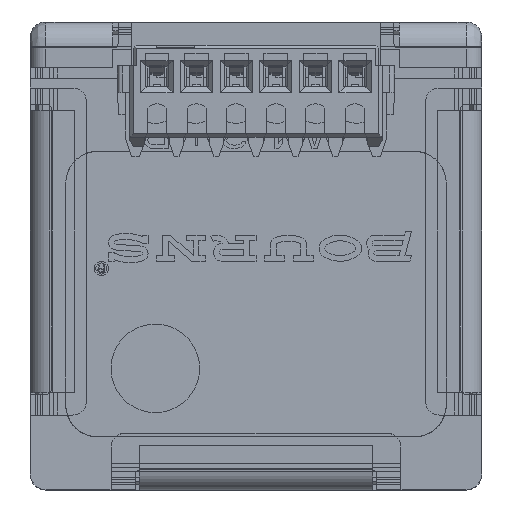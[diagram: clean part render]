
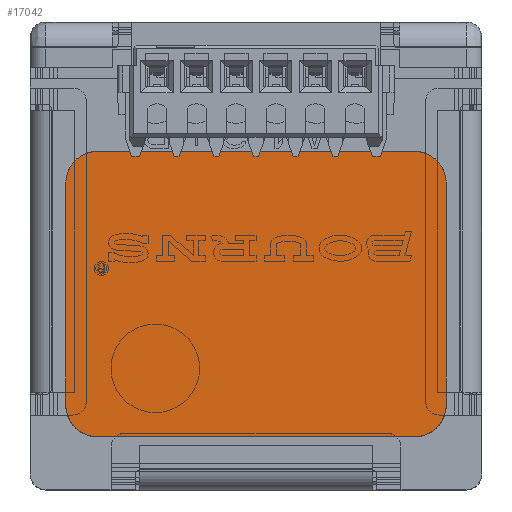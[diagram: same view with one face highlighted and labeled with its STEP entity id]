
A CAD part, front view. The second image highlights one B-rep face of the part: STEP entity #17042.
In plain terms, the highlighted planar face has unit normal (0, -1, 0).
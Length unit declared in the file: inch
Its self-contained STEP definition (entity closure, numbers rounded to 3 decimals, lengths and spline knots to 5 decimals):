
#1559=CARTESIAN_POINT('',(0.19685,-0.32098,
0.11496));
#1560=DIRECTION('',(0.,-1.,0.));
#1561=DIRECTION('',(1.,0.,0.));
#1562=AXIS2_PLACEMENT_3D('',#1559,#1560,#1561);
#6635=CARTESIAN_POINT('',(0.19685,-0.32098,
-0.16063));
#6636=DIRECTION('',(0.,-1.,0.));
#6637=DIRECTION('',(0.,0.,-1.));
#6638=AXIS2_PLACEMENT_3D('',#6635,#6636,#6637);
#6658=CARTESIAN_POINT('',(-0.19685,-0.32098,
-0.16063));
#6659=DIRECTION('',(0.,-1.,0.));
#6660=DIRECTION('',(-1.,0.,0.));
#6661=AXIS2_PLACEMENT_3D('',#6658,#6659,#6660);
#6671=CARTESIAN_POINT('',(-0.19685,-0.32098,
0.11496));
#6672=DIRECTION('',(0.,-1.,0.));
#6673=DIRECTION('',(0.,0.,1.));
#6674=AXIS2_PLACEMENT_3D('',#6671,#6672,#6673);
#6685=DIRECTION('',(-1.,0.,0.));
#6686=VECTOR('',#6685,0.3937);
#6687=CARTESIAN_POINT('',(0.19685,-0.32098,
0.15433));
#6688=LINE('',#6687,#6686);
#6689=DIRECTION('',(0.,0.,1.));
#6690=VECTOR('',#6689,0.27559);
#6691=CARTESIAN_POINT('',(0.23622,-0.32098,
-0.16063));
#6692=LINE('',#6691,#6690);
#6693=DIRECTION('',(1.,0.,0.));
#6694=VECTOR('',#6693,0.3937);
#6695=CARTESIAN_POINT('',(-0.19685,-0.32098,
-0.2));
#6696=LINE('',#6695,#6694);
#6697=DIRECTION('',(0.,0.,-1.));
#6698=VECTOR('',#6697,0.27559);
#6699=CARTESIAN_POINT('',(-0.23622,-0.32098,
0.11496));
#6700=LINE('',#6699,#6698);
#8227=CARTESIAN_POINT('',(-0.19685,-0.32098,
0.15433));
#8228=CARTESIAN_POINT('',(-0.23622,-0.32098,
0.11496));
#8229=VERTEX_POINT('',#8227);
#8230=VERTEX_POINT('',#8228);
#8233=CARTESIAN_POINT('',(-0.23622,-0.32098,
-0.16063));
#8235=VERTEX_POINT('',#8233);
#8237=CARTESIAN_POINT('',(-0.19685,-0.32098,
-0.2));
#8238=VERTEX_POINT('',#8237);
#8239=CARTESIAN_POINT('',(0.19685,-0.32098,
-0.2));
#8240=CARTESIAN_POINT('',(0.23622,-0.32098,
-0.16063));
#8241=VERTEX_POINT('',#8239);
#8242=VERTEX_POINT('',#8240);
#8245=CARTESIAN_POINT('',(0.23622,-0.32098,
0.11496));
#8247=VERTEX_POINT('',#8245);
#8249=CARTESIAN_POINT('',(0.19685,-0.32098,
0.15433));
#8250=VERTEX_POINT('',#8249);
#17026=CARTESIAN_POINT('',(0.,-0.32098,-0.02283));
#17027=DIRECTION('',(0.,-1.,0.));
#17028=DIRECTION('',(-1.,0.,0.));
#17029=AXIS2_PLACEMENT_3D('',#17026,#17027,#17028);
#17030=PLANE('',#17029);
#17031=ORIENTED_EDGE('',*,*,#17019,.F.);
#17032=ORIENTED_EDGE('',*,*,#10826,.F.);
#17033=ORIENTED_EDGE('',*,*,#10843,.F.);
#17035=ORIENTED_EDGE('',*,*,#17034,.F.);
#17036=ORIENTED_EDGE('',*,*,#16959,.F.);
#17037=ORIENTED_EDGE('',*,*,#16975,.F.);
#17038=ORIENTED_EDGE('',*,*,#16992,.F.);
#17039=ORIENTED_EDGE('',*,*,#17005,.F.);
#17040=EDGE_LOOP('',(#17031,#17032,#17033,#17035,#17036,#17037,#17038,#17039));
#17041=FACE_OUTER_BOUND('',#17040,.F.);
#17042=ADVANCED_FACE('',(#17041),#17030,.T.);
#1563=CIRCLE('',#1562,0.03937);
#6639=CIRCLE('',#6638,0.03937);
#6662=CIRCLE('',#6661,0.03937);
#6675=CIRCLE('',#6674,0.03937);
#10826=EDGE_CURVE('',#8250,#8229,#6688,.T.);
#10843=EDGE_CURVE('',#8247,#8250,#1563,.T.);
#16959=EDGE_CURVE('',#8241,#8242,#6639,.T.);
#16975=EDGE_CURVE('',#8238,#8241,#6696,.T.);
#16992=EDGE_CURVE('',#8235,#8238,#6662,.T.);
#17005=EDGE_CURVE('',#8230,#8235,#6700,.T.);
#17019=EDGE_CURVE('',#8229,#8230,#6675,.T.);
#17034=EDGE_CURVE('',#8242,#8247,#6692,.T.);
